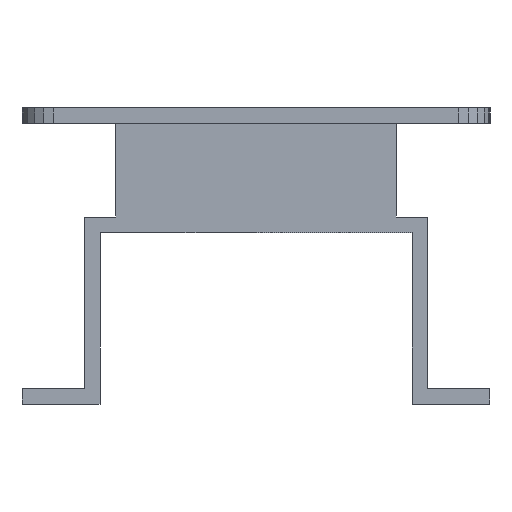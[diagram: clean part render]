
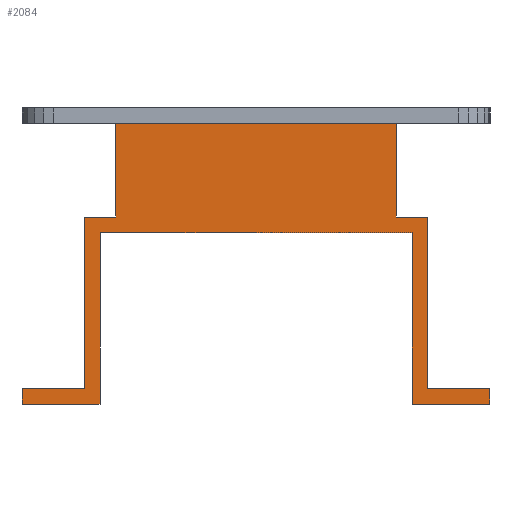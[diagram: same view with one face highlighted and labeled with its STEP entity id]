
A CAD part, left-side view. The second image highlights one B-rep face of the part: STEP entity #2084.
In plain terms, the highlighted planar face has unit normal (-1, 0, 0).
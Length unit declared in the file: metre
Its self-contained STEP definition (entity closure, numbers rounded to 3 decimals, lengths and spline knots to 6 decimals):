
#409 = VERTEX_POINT('',#410);
#410 = CARTESIAN_POINT('',(-0.03381,-0.0355,0.009));
#416 = EDGE_CURVE('',#417,#409,#419,.T.);
#417 = VERTEX_POINT('',#418);
#418 = CARTESIAN_POINT('',(-0.03381,-0.0445,0.009));
#419 = LINE('',#420,#421);
#420 = CARTESIAN_POINT('',(-0.03381,-0.0445,0.009));
#421 = VECTOR('',#422,0.001);
#422 = DIRECTION('',(0.,1.,0.));
#704 = EDGE_CURVE('',#417,#705,#707,.T.);
#705 = VERTEX_POINT('',#706);
#706 = CARTESIAN_POINT('',(-0.03381,-0.0445,0.006));
#707 = LINE('',#708,#709);
#708 = CARTESIAN_POINT('',(-0.03381,-0.0445,0.009));
#709 = VECTOR('',#710,0.001);
#710 = DIRECTION('',(0.,0.,-1.));
#768 = VERTEX_POINT('',#769);
#769 = CARTESIAN_POINT('',(-0.03381,-0.0355,0.006));
#775 = EDGE_CURVE('',#768,#409,#776,.T.);
#776 = LINE('',#777,#778);
#777 = CARTESIAN_POINT('',(-0.03381,-0.0355,0.006));
#778 = VECTOR('',#779,0.001);
#779 = DIRECTION('',(0.,0.,1.));
#799 = EDGE_CURVE('',#705,#800,#802,.T.);
#800 = VERTEX_POINT('',#801);
#801 = CARTESIAN_POINT('',(-0.03381,-0.0455,0.006));
#802 = LINE('',#803,#804);
#803 = CARTESIAN_POINT('',(-0.03381,-0.0445,0.006));
#804 = VECTOR('',#805,0.001);
#805 = DIRECTION('',(0.,-1.,0.));
#856 = VERTEX_POINT('',#857);
#857 = CARTESIAN_POINT('',(-0.03381,-0.0345,0.006));
#863 = EDGE_CURVE('',#856,#768,#864,.T.);
#864 = LINE('',#865,#866);
#865 = CARTESIAN_POINT('',(-0.03381,-0.0345,0.006));
#866 = VECTOR('',#867,0.001);
#867 = DIRECTION('',(0.,-1.,0.));
#1942 = EDGE_CURVE('',#800,#1943,#1945,.T.);
#1943 = VERTEX_POINT('',#1944);
#1944 = CARTESIAN_POINT('',(-0.03381,-0.0455,0.0005));
#1945 = LINE('',#1946,#1947);
#1946 = CARTESIAN_POINT('',(-0.03381,-0.0455,0.006));
#1947 = VECTOR('',#1948,0.001);
#1948 = DIRECTION('',(0.,0.,-1.));
#1964 = EDGE_CURVE('',#1965,#1967,#1969,.T.);
#1965 = VERTEX_POINT('',#1966);
#1966 = CARTESIAN_POINT('',(-0.03381,-0.0475,
    0.));
#1967 = VERTEX_POINT('',#1968);
#1968 = CARTESIAN_POINT('',(-0.03381,-0.0475,0.0005));
#1969 = LINE('',#1970,#1971);
#1970 = CARTESIAN_POINT('',(-0.03381,-0.0475,
    0.));
#1971 = VECTOR('',#1972,0.001);
#1972 = DIRECTION('',(0.,0.,1.));
#2005 = EDGE_CURVE('',#1943,#1967,#2006,.T.);
#2006 = LINE('',#2007,#2008);
#2007 = CARTESIAN_POINT('',(-0.03381,-0.0455,0.0005));
#2008 = VECTOR('',#2009,0.001);
#2009 = DIRECTION('',(0.,-1.,0.));
#2026 = EDGE_CURVE('',#2027,#856,#2029,.T.);
#2027 = VERTEX_POINT('',#2028);
#2028 = CARTESIAN_POINT('',(-0.03381,-0.0345,0.0005));
#2029 = LINE('',#2030,#2031);
#2030 = CARTESIAN_POINT('',(-0.03381,-0.0345,0.0005));
#2031 = VECTOR('',#2032,0.001);
#2032 = DIRECTION('',(0.,0.,1.));
#2060 = VERTEX_POINT('',#2061);
#2061 = CARTESIAN_POINT('',(-0.03381,-0.0325,0.0005));
#2067 = EDGE_CURVE('',#2060,#2027,#2068,.T.);
#2068 = LINE('',#2069,#2070);
#2069 = CARTESIAN_POINT('',(-0.03381,-0.0325,0.0005));
#2070 = VECTOR('',#2071,0.001);
#2071 = DIRECTION('',(0.,-1.,0.));
#2084 = ADVANCED_FACE('',(#2085),#2143,.T.);
#2085 = FACE_BOUND('',#2086,.T.);
#2086 = EDGE_LOOP('',(#2087,#2088,#2089,#2090,#2091,#2099,#2107,#2115,
    #2123,#2131,#2137,#2138,#2139,#2140,#2141,#2142));
#2087 = ORIENTED_EDGE('',*,*,#775,.F.);
#2088 = ORIENTED_EDGE('',*,*,#863,.F.);
#2089 = ORIENTED_EDGE('',*,*,#2026,.F.);
#2090 = ORIENTED_EDGE('',*,*,#2067,.F.);
#2091 = ORIENTED_EDGE('',*,*,#2092,.T.);
#2092 = EDGE_CURVE('',#2060,#2093,#2095,.T.);
#2093 = VERTEX_POINT('',#2094);
#2094 = CARTESIAN_POINT('',(-0.03381,-0.0325,
    0.));
#2095 = LINE('',#2096,#2097);
#2096 = CARTESIAN_POINT('',(-0.03381,-0.0325,0.0005));
#2097 = VECTOR('',#2098,0.001);
#2098 = DIRECTION('',(0.,0.,-1.));
#2099 = ORIENTED_EDGE('',*,*,#2100,.T.);
#2100 = EDGE_CURVE('',#2093,#2101,#2103,.T.);
#2101 = VERTEX_POINT('',#2102);
#2102 = CARTESIAN_POINT('',(-0.03381,-0.035,
    0.));
#2103 = LINE('',#2104,#2105);
#2104 = CARTESIAN_POINT('',(-0.03381,-0.0325,
    0.));
#2105 = VECTOR('',#2106,0.001);
#2106 = DIRECTION('',(0.,-1.,0.));
#2107 = ORIENTED_EDGE('',*,*,#2108,.T.);
#2108 = EDGE_CURVE('',#2101,#2109,#2111,.T.);
#2109 = VERTEX_POINT('',#2110);
#2110 = CARTESIAN_POINT('',(-0.03381,-0.035,0.0055));
#2111 = LINE('',#2112,#2113);
#2112 = CARTESIAN_POINT('',(-0.03381,-0.035,
    0.));
#2113 = VECTOR('',#2114,0.001);
#2114 = DIRECTION('',(0.,0.,1.));
#2115 = ORIENTED_EDGE('',*,*,#2116,.F.);
#2116 = EDGE_CURVE('',#2117,#2109,#2119,.T.);
#2117 = VERTEX_POINT('',#2118);
#2118 = CARTESIAN_POINT('',(-0.03381,-0.045,0.0055));
#2119 = LINE('',#2120,#2121);
#2120 = CARTESIAN_POINT('',(-0.03381,-0.045,0.0055));
#2121 = VECTOR('',#2122,0.001);
#2122 = DIRECTION('',(0.,1.,0.));
#2123 = ORIENTED_EDGE('',*,*,#2124,.T.);
#2124 = EDGE_CURVE('',#2117,#2125,#2127,.T.);
#2125 = VERTEX_POINT('',#2126);
#2126 = CARTESIAN_POINT('',(-0.03381,-0.045,
    0.));
#2127 = LINE('',#2128,#2129);
#2128 = CARTESIAN_POINT('',(-0.03381,-0.045,0.0055));
#2129 = VECTOR('',#2130,0.001);
#2130 = DIRECTION('',(0.,0.,-1.));
#2131 = ORIENTED_EDGE('',*,*,#2132,.T.);
#2132 = EDGE_CURVE('',#2125,#1965,#2133,.T.);
#2133 = LINE('',#2134,#2135);
#2134 = CARTESIAN_POINT('',(-0.03381,-0.045,
    0.));
#2135 = VECTOR('',#2136,0.001);
#2136 = DIRECTION('',(0.,-1.,0.));
#2137 = ORIENTED_EDGE('',*,*,#1964,.T.);
#2138 = ORIENTED_EDGE('',*,*,#2005,.F.);
#2139 = ORIENTED_EDGE('',*,*,#1942,.F.);
#2140 = ORIENTED_EDGE('',*,*,#799,.F.);
#2141 = ORIENTED_EDGE('',*,*,#704,.F.);
#2142 = ORIENTED_EDGE('',*,*,#416,.T.);
#2143 = PLANE('',#2144);
#2144 = AXIS2_PLACEMENT_3D('',#2145,#2146,#2147);
#2145 = CARTESIAN_POINT('',(-0.03381,-0.04,
    0.004428));
#2146 = DIRECTION('',(-1.,-0.,-0.));
#2147 = DIRECTION('',(0.,0.,-1.));
